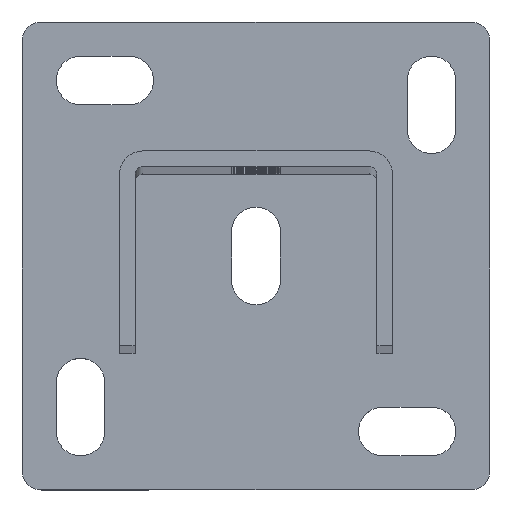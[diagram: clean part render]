
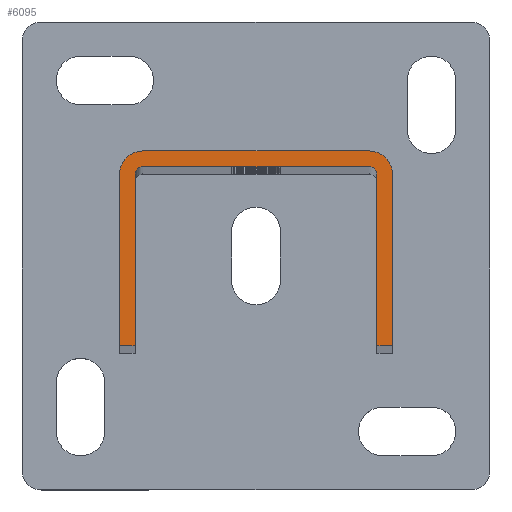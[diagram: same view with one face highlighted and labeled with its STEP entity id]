
A CAD part, top view. The second image highlights one B-rep face of the part: STEP entity #6095.
In plain terms, the highlighted planar face has unit normal (0, 0, 1).
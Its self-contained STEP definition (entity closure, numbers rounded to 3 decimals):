
#30 = EDGE_CURVE ( 'NONE', #11393, #5786, #633, .T. ) ;
#47 = ORIENTED_EDGE ( 'NONE', *, *, #3251, .T. ) ;
#55 = CARTESIAN_POINT ( 'NONE',  ( 35., 19., 1108. ) ) ;
#305 = VERTEX_POINT ( 'NONE', #10899 ) ;
#361 = CARTESIAN_POINT ( 'NONE',  ( -29., 25., 1108. ) ) ;
#532 = CIRCLE ( 'NONE', #9608, 2. ) ;
#553 = DIRECTION ( 'NONE',  ( 0., 1., 0. ) ) ;
#633 = LINE ( 'NONE', #12718, #3804 ) ;
#700 = DIRECTION ( 'NONE',  ( 0., -1., 0. ) ) ;
#715 = FACE_OUTER_BOUND ( 'NONE', #11665, .T. ) ;
#912 = VERTEX_POINT ( 'NONE', #55 ) ;
#945 = DIRECTION ( 'NONE',  ( -1., 0., 0. ) ) ;
#967 = DIRECTION ( 'NONE',  ( 0., 0., -1. ) ) ;
#1404 = CIRCLE ( 'NONE', #4570, 6. ) ;
#1455 = ORIENTED_EDGE ( 'NONE', *, *, #8270, .F. ) ;
#1461 = VECTOR ( 'NONE', #6423, 1000. ) ;
#1473 = DIRECTION ( 'NONE',  ( 0., 0., -1. ) ) ;
#1736 = CARTESIAN_POINT ( 'NONE',  ( 29., 19., 1108. ) ) ;
#1975 = VERTEX_POINT ( 'NONE', #361 ) ;
#2001 = ORIENTED_EDGE ( 'NONE', *, *, #6678, .F. ) ;
#2132 = CARTESIAN_POINT ( 'NONE',  ( -29., 25., 1108. ) ) ;
#2189 = CARTESIAN_POINT ( 'NONE',  ( 35., 19., 1108. ) ) ;
#2773 = EDGE_CURVE ( 'NONE', #12936, #4860, #11124, .T. ) ;
#2776 = EDGE_CURVE ( 'NONE', #5643, #8277, #4068, .T. ) ;
#2810 = CARTESIAN_POINT ( 'NONE',  ( 29., 19., 1108. ) ) ;
#3251 = EDGE_CURVE ( 'NONE', #8277, #11393, #532, .T. ) ;
#3505 = DIRECTION ( 'NONE',  ( -1., 0., 0. ) ) ;
#3804 = VECTOR ( 'NONE', #700, 1000. ) ;
#3853 = DIRECTION ( 'NONE',  ( 0., 0., -1. ) ) ;
#4068 = LINE ( 'NONE', #8056, #9814 ) ;
#4201 = EDGE_CURVE ( 'NONE', #4860, #5643, #10829, .T. ) ;
#4446 = LINE ( 'NONE', #2189, #10111 ) ;
#4570 = AXIS2_PLACEMENT_3D ( 'NONE', #5495, #1473, #3505 ) ;
#4665 = AXIS2_PLACEMENT_3D ( 'NONE', #2810, #12736, #9572 ) ;
#4738 = CARTESIAN_POINT ( 'NONE',  ( 31., 19., 1108. ) ) ;
#4792 = DIRECTION ( 'NONE',  ( 1., 0., 0. ) ) ;
#4860 = VERTEX_POINT ( 'NONE', #10234 ) ;
#4919 = DIRECTION ( 'NONE',  ( 0., 1., 0. ) ) ;
#5495 = CARTESIAN_POINT ( 'NONE',  ( -29., 19., 1108. ) ) ;
#5629 = CARTESIAN_POINT ( 'NONE',  ( -35., -25., 1108. ) ) ;
#5643 = VERTEX_POINT ( 'NONE', #11132 ) ;
#5786 = VERTEX_POINT ( 'NONE', #11153 ) ;
#6095 = ADVANCED_FACE ( 'NONE', ( #715 ), #6724, .F. ) ;
#6182 = AXIS2_PLACEMENT_3D ( 'NONE', #11008, #967, #4792 ) ;
#6220 = CARTESIAN_POINT ( 'NONE',  ( 35., -25., 1108. ) ) ;
#6423 = DIRECTION ( 'NONE',  ( -1., 0., 0. ) ) ;
#6650 = EDGE_CURVE ( 'NONE', #1975, #9697, #8230, .T. ) ;
#6678 = EDGE_CURVE ( 'NONE', #305, #5786, #9405, .T. ) ;
#6724 = PLANE ( 'NONE',  #4665 ) ;
#7101 = CARTESIAN_POINT ( 'NONE',  ( -31., -25., 1108. ) ) ;
#7293 = DIRECTION ( 'NONE',  ( 0., -1., 0. ) ) ;
#7356 = ORIENTED_EDGE ( 'NONE', *, *, #4201, .T. ) ;
#7414 = ORIENTED_EDGE ( 'NONE', *, *, #6650, .F. ) ;
#7804 = VECTOR ( 'NONE', #12299, 1000. ) ;
#7931 = EDGE_CURVE ( 'NONE', #912, #305, #4446, .T. ) ;
#8056 = CARTESIAN_POINT ( 'NONE',  ( -29., 21., 1108. ) ) ;
#8114 = EDGE_CURVE ( 'NONE', #10387, #8560, #8693, .T. ) ;
#8191 = EDGE_CURVE ( 'NONE', #9697, #912, #10318, .T. ) ;
#8230 = LINE ( 'NONE', #2132, #7804 ) ;
#8270 = EDGE_CURVE ( 'NONE', #12936, #10387, #9941, .T. ) ;
#8277 = VERTEX_POINT ( 'NONE', #10062 ) ;
#8560 = VERTEX_POINT ( 'NONE', #10047 ) ;
#8693 = LINE ( 'NONE', #5629, #9490 ) ;
#8860 = AXIS2_PLACEMENT_3D ( 'NONE', #1736, #11853, #10002 ) ;
#8949 = CARTESIAN_POINT ( 'NONE',  ( -35., -25., 1108. ) ) ;
#8958 = ORIENTED_EDGE ( 'NONE', *, *, #2776, .T. ) ;
#9147 = CARTESIAN_POINT ( 'NONE',  ( -31., -25., 1108. ) ) ;
#9305 = ORIENTED_EDGE ( 'NONE', *, *, #8114, .F. ) ;
#9405 = LINE ( 'NONE', #6220, #1461 ) ;
#9490 = VECTOR ( 'NONE', #553, 1000. ) ;
#9531 = ORIENTED_EDGE ( 'NONE', *, *, #30, .T. ) ;
#9572 = DIRECTION ( 'NONE',  ( -1., 0., 0. ) ) ;
#9608 = AXIS2_PLACEMENT_3D ( 'NONE', #9944, #3853, #10131 ) ;
#9697 = VERTEX_POINT ( 'NONE', #12010 ) ;
#9814 = VECTOR ( 'NONE', #12061, 1000. ) ;
#9941 = LINE ( 'NONE', #9147, #13067 ) ;
#9944 = CARTESIAN_POINT ( 'NONE',  ( 29., 19., 1108. ) ) ;
#10002 = DIRECTION ( 'NONE',  ( -1., 0., 0. ) ) ;
#10047 = CARTESIAN_POINT ( 'NONE',  ( -35., 19., 1108. ) ) ;
#10062 = CARTESIAN_POINT ( 'NONE',  ( 29., 21., 1108. ) ) ;
#10111 = VECTOR ( 'NONE', #7293, 1000. ) ;
#10131 = DIRECTION ( 'NONE',  ( 1., 0., 0. ) ) ;
#10234 = CARTESIAN_POINT ( 'NONE',  ( -31., 19., 1108. ) ) ;
#10318 = CIRCLE ( 'NONE', #8860, 6. ) ;
#10387 = VERTEX_POINT ( 'NONE', #8949 ) ;
#10449 = CARTESIAN_POINT ( 'NONE',  ( -31., -25., 1108. ) ) ;
#10512 = ORIENTED_EDGE ( 'NONE', *, *, #7931, .F. ) ;
#10750 = ORIENTED_EDGE ( 'NONE', *, *, #11735, .F. ) ;
#10829 = CIRCLE ( 'NONE', #6182, 2. ) ;
#10899 = CARTESIAN_POINT ( 'NONE',  ( 35., -25., 1108. ) ) ;
#11008 = CARTESIAN_POINT ( 'NONE',  ( -29., 19., 1108. ) ) ;
#11124 = LINE ( 'NONE', #7101, #12536 ) ;
#11132 = CARTESIAN_POINT ( 'NONE',  ( -29., 21., 1108. ) ) ;
#11153 = CARTESIAN_POINT ( 'NONE',  ( 31., -25., 1108. ) ) ;
#11393 = VERTEX_POINT ( 'NONE', #4738 ) ;
#11665 = EDGE_LOOP ( 'NONE', ( #9531, #2001, #10512, #11683, #7414, #10750, #9305, #1455, #12356, #7356, #8958, #47 ) ) ;
#11683 = ORIENTED_EDGE ( 'NONE', *, *, #8191, .F. ) ;
#11735 = EDGE_CURVE ( 'NONE', #8560, #1975, #1404, .T. ) ;
#11853 = DIRECTION ( 'NONE',  ( 0., 0., -1. ) ) ;
#12010 = CARTESIAN_POINT ( 'NONE',  ( 29., 25., 1108. ) ) ;
#12061 = DIRECTION ( 'NONE',  ( 1., 0., 0. ) ) ;
#12299 = DIRECTION ( 'NONE',  ( 1., 0., 0. ) ) ;
#12356 = ORIENTED_EDGE ( 'NONE', *, *, #2773, .T. ) ;
#12536 = VECTOR ( 'NONE', #4919, 1000. ) ;
#12718 = CARTESIAN_POINT ( 'NONE',  ( 31., 19., 1108. ) ) ;
#12736 = DIRECTION ( 'NONE',  ( 0., 0., -1. ) ) ;
#12936 = VERTEX_POINT ( 'NONE', #10449 ) ;
#13067 = VECTOR ( 'NONE', #945, 1000. ) ;
